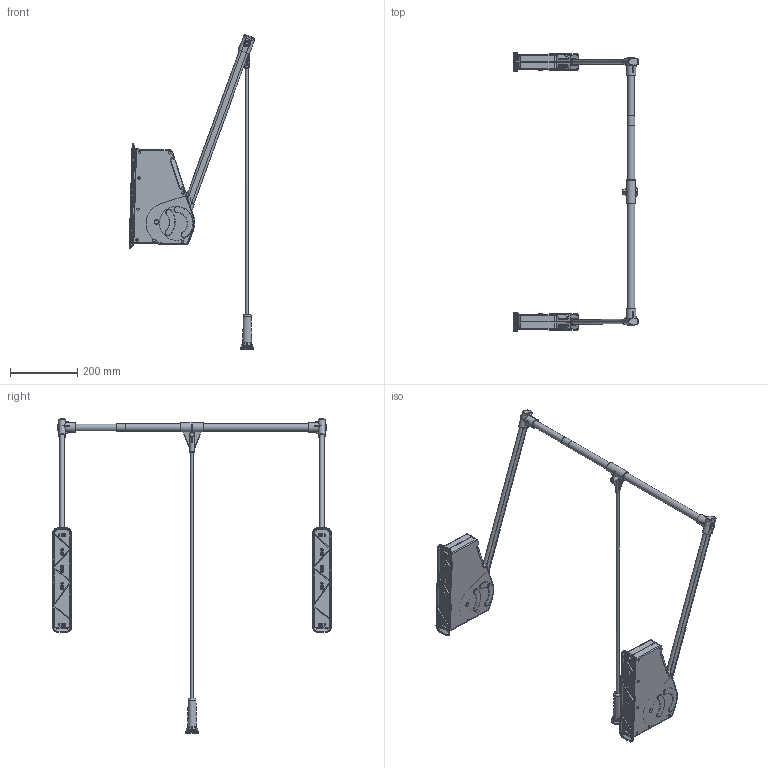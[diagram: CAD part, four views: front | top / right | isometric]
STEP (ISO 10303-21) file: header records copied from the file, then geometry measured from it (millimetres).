
FILE_DESCRIPTION(/* description */ ('Unknown'),/* implementation_level */ '2;1');
FILE_NAME(/* name */ 'ASSIEME WALL LIFT 800-A',/* time_stamp */ '2019-03-28T16:42:53+01:00',/* author */ ('Unknown'),/* organization */ ('Unknown'),/* preprocessor_version */ 'ST-DEVELOPER v16',/* originating_system */ 'DEX',/* authorisation */ $);
FILE_SCHEMA (('CONFIG_CONTROL_DESIGN'));
Length unit declared in the file: millimetre
Products named in the file (10): ASSIEME WALL LIFT 800-A; Parte A; Parte A - 1; Parte C; Parte F; Parte D; Parte E; Parte A - 1_mir; Parte A_mir; Parte C_mir
Assembly tree (10 placements, depth 2):
  ASSIEME WALL LIFT 800-A
    Parte A
    Parte A - 1
    Parte C
    Parte F  x2
    Parte D
    Parte E
    Parte A - 1_mir
    Parte A_mir
    Parte C_mir
Bounding box: 372.76 x 825.22 x 931.8 mm (x, y, z)
Volume: 3364582.3 mm3; surface area: 993124.8 mm2
Topology: 14 solids, 14 shells, 1101 faces, 2736 edges, 1720 vertices
Faces by surface type: plane 492, cylinder 323, bspline 182, torus 74, cone 22, sphere 8
Full cylindrical faces by diameter (mm): 7 x16, 7.5 x4, 11.5 x2, 12 x4, 18 x1, 20 x4, 22 x4, 27 x1, 28.5 x2, 40 x1, 100.997 x2
Entity records: 35900 total; most frequent: CARTESIAN_POINT 13227, ORIENTED_EDGE 4392, DIRECTION 4241, EDGE_CURVE 2196, AXIS2_PLACEMENT_3D 1656, VERTEX_POINT 1401, EDGE_LOOP 1075, FACE_BOUND 1075
